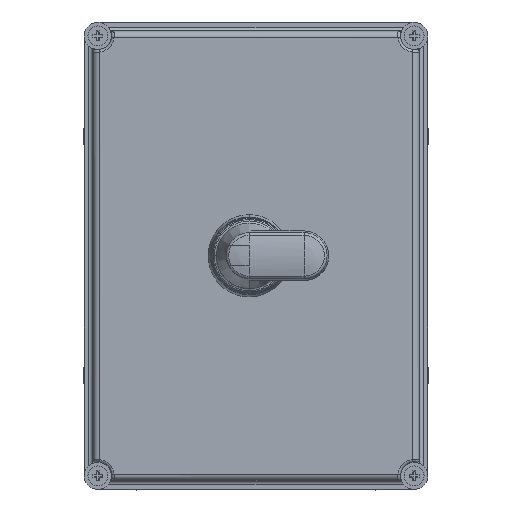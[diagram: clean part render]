
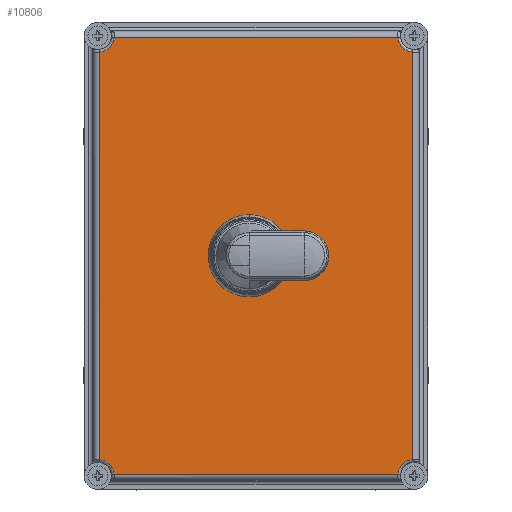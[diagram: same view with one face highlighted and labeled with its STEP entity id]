
A CAD part, top view. The second image highlights one B-rep face of the part: STEP entity #10806.
In plain terms, the highlighted planar face has unit normal (0, 0, 1).
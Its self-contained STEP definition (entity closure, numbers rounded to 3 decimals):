
#2662=CARTESIAN_POINT('',(128.2,-177.2,128.5));
#2663=DIRECTION('',(0.,0.,1.));
#2664=DIRECTION('',(-0.089,0.996,0.));
#2665=AXIS2_PLACEMENT_3D('',#2662,#2663,#2664);
#2667=CARTESIAN_POINT('',(128.2,-177.2,128.5));
#2668=DIRECTION('',(0.,0.,1.));
#2669=DIRECTION('',(-0.708,0.706,0.));
#2670=AXIS2_PLACEMENT_3D('',#2667,#2668,#2669);
#2672=CARTESIAN_POINT('',(-128.2,-177.2,128.5));
#2673=DIRECTION('',(0.,0.,1.));
#2674=DIRECTION('',(0.996,0.089,0.));
#2675=AXIS2_PLACEMENT_3D('',#2672,#2673,#2674);
#2677=CARTESIAN_POINT('',(-128.2,-177.2,128.5));
#2678=DIRECTION('',(0.,0.,1.));
#2679=DIRECTION('',(0.706,0.708,0.));
#2680=AXIS2_PLACEMENT_3D('',#2677,#2678,#2679);
#2682=CARTESIAN_POINT('',(-128.2,179.2,128.5));
#2683=DIRECTION('',(0.,0.,1.));
#2684=DIRECTION('',(0.089,-0.996,0.));
#2685=AXIS2_PLACEMENT_3D('',#2682,#2683,#2684);
#2687=CARTESIAN_POINT('',(-128.2,179.2,128.5));
#2688=DIRECTION('',(0.,0.,1.));
#2689=DIRECTION('',(0.708,-0.706,0.));
#2690=AXIS2_PLACEMENT_3D('',#2687,#2688,#2689);
#2692=CARTESIAN_POINT('',(128.2,179.2,128.5));
#2693=DIRECTION('',(0.,0.,1.));
#2694=DIRECTION('',(-0.996,-0.089,0.));
#2695=AXIS2_PLACEMENT_3D('',#2692,#2693,#2694);
#2697=CARTESIAN_POINT('',(128.2,179.2,128.5));
#2698=DIRECTION('',(0.,0.,1.));
#2699=DIRECTION('',(-0.706,-0.708,0.));
#2700=AXIS2_PLACEMENT_3D('',#2697,#2698,#2699);
#2702=CARTESIAN_POINT('',(-5.5,1.,128.5));
#2703=DIRECTION('',(0.,0.,1.));
#2704=DIRECTION('',(0.,-1.,0.));
#2705=AXIS2_PLACEMENT_3D('',#2702,#2703,#2704);
#2707=CARTESIAN_POINT('',(-5.5,1.,128.5));
#2708=DIRECTION('',(0.,0.,1.));
#2709=DIRECTION('',(0.,1.,0.));
#2710=AXIS2_PLACEMENT_3D('',#2707,#2708,#2709);
#2784=DIRECTION('',(1.,0.,0.));
#2785=VECTOR('',#2784,230.007);
#2786=CARTESIAN_POINT('',(-115.004,-176.021,
128.5));
#2787=LINE('',#2786,#2785);
#3233=DIRECTION('',(0.,-1.,0.));
#3234=VECTOR('',#3233,330.007);
#3235=CARTESIAN_POINT('',(-127.021,166.004,128.5));
#3236=LINE('',#3235,#3234);
#3457=CARTESIAN_POINT('',(-115.004,178.021,128.5));
#3529=DIRECTION('',(-1.,0.,0.));
#3530=VECTOR('',#3529,230.007);
#3531=CARTESIAN_POINT('',(115.004,178.021,128.5));
#3532=LINE('',#3531,#3530);
#3731=DIRECTION('',(0.,1.,0.));
#3732=VECTOR('',#3731,330.007);
#3733=CARTESIAN_POINT('',(127.021,-164.004,128.5));
#3734=LINE('',#3733,#3732);
#7370=VERTEX_POINT('',#3457);
#7381=CARTESIAN_POINT('',(-118.818,169.845,128.5));
#7382=VERTEX_POINT('',#7381);
#7383=CARTESIAN_POINT('',(-127.021,166.004,128.5));
#7384=VERTEX_POINT('',#7383);
#7385=CARTESIAN_POINT('',(127.021,-164.004,128.5));
#7386=CARTESIAN_POINT('',(118.818,-167.845,128.5));
#7387=VERTEX_POINT('',#7385);
#7388=VERTEX_POINT('',#7386);
#7389=CARTESIAN_POINT('',(115.004,-176.021,128.5));
#7390=VERTEX_POINT('',#7389);
#7391=CARTESIAN_POINT('',(-115.004,-176.021,
128.5));
#7392=VERTEX_POINT('',#7391);
#7393=CARTESIAN_POINT('',(-118.846,-167.817,128.5));
#7394=VERTEX_POINT('',#7393);
#7395=CARTESIAN_POINT('',(-127.021,-164.004,128.5));
#7396=VERTEX_POINT('',#7395);
#7397=CARTESIAN_POINT('',(115.004,178.021,128.5));
#7398=VERTEX_POINT('',#7397);
#7399=CARTESIAN_POINT('',(118.846,169.817,128.5));
#7400=VERTEX_POINT('',#7399);
#7401=CARTESIAN_POINT('',(127.021,166.004,128.5));
#7402=VERTEX_POINT('',#7401);
#7898=CARTESIAN_POINT('',(-5.5,-32.314,128.5));
#7899=CARTESIAN_POINT('',(-5.5,34.314,128.5));
#7900=VERTEX_POINT('',#7898);
#7901=VERTEX_POINT('',#7899);
#10771=CARTESIAN_POINT('',(0.,1.,128.5));
#10772=DIRECTION('',(0.,0.,1.));
#10773=DIRECTION('',(0.,-1.,0.));
#10774=AXIS2_PLACEMENT_3D('',#10771,#10772,#10773);
#10775=PLANE('',#10774);
#10776=ORIENTED_EDGE('',*,*,#10754,.T.);
#10777=ORIENTED_EDGE('',*,*,#10752,.T.);
#10779=ORIENTED_EDGE('',*,*,#10778,.F.);
#10781=ORIENTED_EDGE('',*,*,#10780,.T.);
#10783=ORIENTED_EDGE('',*,*,#10782,.T.);
#10785=ORIENTED_EDGE('',*,*,#10784,.F.);
#10787=ORIENTED_EDGE('',*,*,#10786,.T.);
#10789=ORIENTED_EDGE('',*,*,#10788,.T.);
#10791=ORIENTED_EDGE('',*,*,#10790,.F.);
#10793=ORIENTED_EDGE('',*,*,#10792,.T.);
#10795=ORIENTED_EDGE('',*,*,#10794,.T.);
#10797=ORIENTED_EDGE('',*,*,#10796,.F.);
#10798=EDGE_LOOP('',(#10776,#10777,#10779,#10781,#10783,#10785,#10787,#10789,
#10791,#10793,#10795,#10797));
#10799=FACE_OUTER_BOUND('',#10798,.F.);
#10801=ORIENTED_EDGE('',*,*,#10800,.T.);
#10803=ORIENTED_EDGE('',*,*,#10802,.T.);
#10804=EDGE_LOOP('',(#10801,#10803));
#10805=FACE_BOUND('',#10804,.F.);
#10806=ADVANCED_FACE('',(#10799,#10805),#10775,.T.);
#2666=CIRCLE('',#2665,13.249);
#2671=CIRCLE('',#2670,13.249);
#2676=CIRCLE('',#2675,13.249);
#2681=CIRCLE('',#2680,13.249);
#2686=CIRCLE('',#2685,13.249);
#2691=CIRCLE('',#2690,13.249);
#2696=CIRCLE('',#2695,13.249);
#2701=CIRCLE('',#2700,13.249);
#2706=CIRCLE('',#2705,33.314);
#2711=CIRCLE('',#2710,33.314);
#10752=EDGE_CURVE('',#7388,#7390,#2671,.T.);
#10754=EDGE_CURVE('',#7387,#7388,#2666,.T.);
#10778=EDGE_CURVE('',#7392,#7390,#2787,.T.);
#10780=EDGE_CURVE('',#7392,#7394,#2676,.T.);
#10782=EDGE_CURVE('',#7394,#7396,#2681,.T.);
#10784=EDGE_CURVE('',#7384,#7396,#3236,.T.);
#10786=EDGE_CURVE('',#7384,#7382,#2686,.T.);
#10788=EDGE_CURVE('',#7382,#7370,#2691,.T.);
#10790=EDGE_CURVE('',#7398,#7370,#3532,.T.);
#10792=EDGE_CURVE('',#7398,#7400,#2696,.T.);
#10794=EDGE_CURVE('',#7400,#7402,#2701,.T.);
#10796=EDGE_CURVE('',#7387,#7402,#3734,.T.);
#10800=EDGE_CURVE('',#7900,#7901,#2706,.T.);
#10802=EDGE_CURVE('',#7901,#7900,#2711,.T.);
